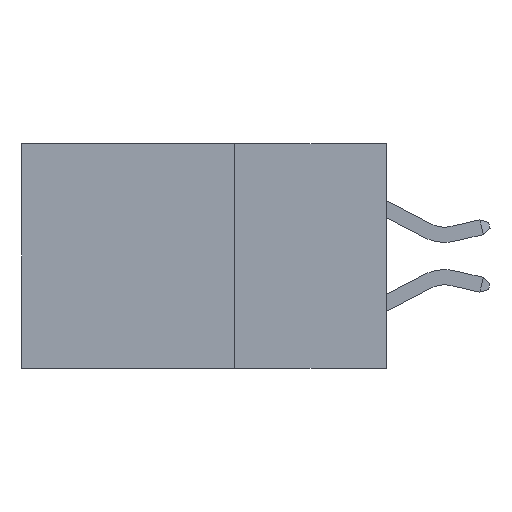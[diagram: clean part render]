
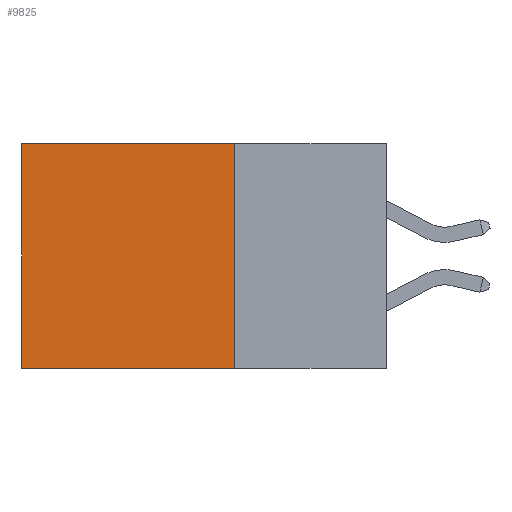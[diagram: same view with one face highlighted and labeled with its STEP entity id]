
A CAD part, left-side view. The second image highlights one B-rep face of the part: STEP entity #9825.
In plain terms, the highlighted planar face has unit normal (-1, 0, 0).
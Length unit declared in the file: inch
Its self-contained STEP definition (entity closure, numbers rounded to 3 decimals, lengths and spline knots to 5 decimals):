
#114 = ORIENTED_EDGE ( 'NONE', *, *, #16824, .F. ) ;
#1366 = CARTESIAN_POINT ( 'NONE',  ( 0.298, 0.6, 0. ) ) ;
#1905 = FACE_OUTER_BOUND ( 'NONE', #8844, .T. ) ;
#2235 = VERTEX_POINT ( 'NONE', #12290 ) ;
#3846 = ORIENTED_EDGE ( 'NONE', *, *, #8884, .T. ) ;
#4112 = CARTESIAN_POINT ( 'NONE',  ( 0.298, 0.25, -0.37 ) ) ;
#5771 = CARTESIAN_POINT ( 'NONE',  ( 0.298, 0.25, 0. ) ) ;
#5894 = DIRECTION ( 'NONE',  ( 0., 1., 0. ) ) ;
#6518 = ORIENTED_EDGE ( 'NONE', *, *, #6976, .T. ) ;
#6559 = VECTOR ( 'NONE', #18837, 39.37008 ) ;
#6796 = VERTEX_POINT ( 'NONE', #1366 ) ;
#6976 = EDGE_CURVE ( 'NONE', #2235, #6796, #21254, .T. ) ;
#7030 = CARTESIAN_POINT ( 'NONE',  ( 0.298, 0.25, 0. ) ) ;
#7075 = LINE ( 'NONE', #7030, #6559 ) ;
#7419 = DIRECTION ( 'NONE',  ( 0., 1., 0. ) ) ;
#7762 = VECTOR ( 'NONE', #5894, 39.37008 ) ;
#8844 = EDGE_LOOP ( 'NONE', ( #3846, #114, #8910, #6518 ) ) ;
#8884 = EDGE_CURVE ( 'NONE', #6796, #9109, #16350, .T. ) ;
#8910 = ORIENTED_EDGE ( 'NONE', *, *, #13440, .F. ) ;
#9109 = VERTEX_POINT ( 'NONE', #11101 ) ;
#9645 = AXIS2_PLACEMENT_3D ( 'NONE', #15120, #21763, #21495 ) ;
#9815 = VERTEX_POINT ( 'NONE', #21062 ) ;
#9825 = ADVANCED_FACE ( 'NONE', ( #1905 ), #21416, .F. ) ;
#11101 = CARTESIAN_POINT ( 'NONE',  ( 0.298, 0.6, -0.37 ) ) ;
#11820 = VECTOR ( 'NONE', #13535, 39.37008 ) ;
#12092 = LINE ( 'NONE', #4112, #16647 ) ;
#12290 = CARTESIAN_POINT ( 'NONE',  ( 0.298, 0.25, 0. ) ) ;
#13440 = EDGE_CURVE ( 'NONE', #2235, #9815, #7075, .T. ) ;
#13535 = DIRECTION ( 'NONE',  ( 0., 0., -1. ) ) ;
#13671 = CARTESIAN_POINT ( 'NONE',  ( 0.298, 0.6, 0. ) ) ;
#15120 = CARTESIAN_POINT ( 'NONE',  ( 0.298, 0.25, 0. ) ) ;
#16350 = LINE ( 'NONE', #13671, #11820 ) ;
#16647 = VECTOR ( 'NONE', #7419, 39.37008 ) ;
#16824 = EDGE_CURVE ( 'NONE', #9815, #9109, #12092, .T. ) ;
#18837 = DIRECTION ( 'NONE',  ( 0., 0., -1. ) ) ;
#21062 = CARTESIAN_POINT ( 'NONE',  ( 0.298, 0.25, -0.37 ) ) ;
#21254 = LINE ( 'NONE', #5771, #7762 ) ;
#21416 = PLANE ( 'NONE',  #9645 ) ;
#21495 = DIRECTION ( 'NONE',  ( 0., 0., -1. ) ) ;
#21763 = DIRECTION ( 'NONE',  ( 1., 0., 0. ) ) ;
